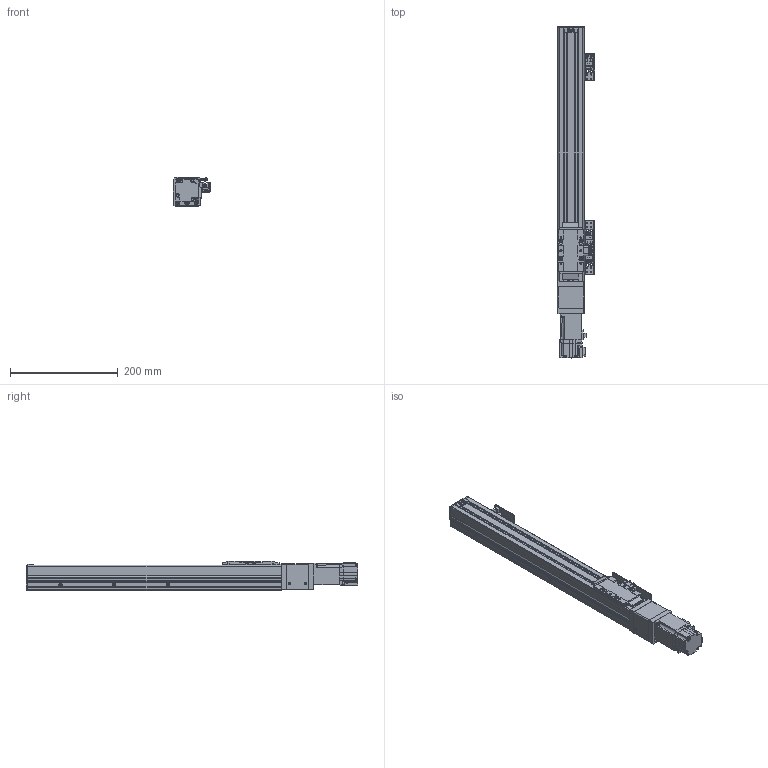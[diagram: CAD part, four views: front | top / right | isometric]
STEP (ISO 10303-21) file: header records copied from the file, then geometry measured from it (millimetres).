
FILE_DESCRIPTION(/* description */ (''),/* implementation_level */ '2;1');
FILE_NAME(/* name */ 'HC50-S10-N-0350-R10.stp',/* time_stamp */ '2024-11-28T20:12:30+09:00',/* author */ ('user'),/* organization */ (''),/* preprocessor_version */ 'ST-DEVELOPER v18.1',/* originating_system */ 'Autodesk Inventor 2022',/* authorisation */ '');
FILE_SCHEMA (('AUTOMOTIVE_DESIGN { 1 0 10303 214 3 1 1 }'));
Length unit declared in the file: millimetre
Products named in the file (25): HC50 ASS'Y-R1; HC50 BASE-R1; HC50 REAR BLOCK; HR45 FRONT BLOCK; 45- BEARING COVER; SENSOR DOG BRK; HC50 SENSOR DOG; ISO 4762 - M3 x 16; HC45 UPCOVER; HC75,90 SHEET PLATE; HC45, HC65 STOPPER; MAGNET(∅10X3); HC50 REAR COVER-R3; HC50 MOTOR PLATE02; HC50 MOTOR PLATE01; SDWA-22C; COUPLING COVER; hg-kr13_; SENSOR BRK(EE-SX674A); EE_SX674A; ESF1210 NUT; HC50SIDECOVER000; HC45 TABLE; HC75 TABLE COVER; HC45 TABLE SIDE COVER
Assembly tree (35 placements, depth 2):
  HC50 ASS'Y-R1
    HC50 BASE-R1
    HC50 REAR BLOCK
    HR45 FRONT BLOCK
    45- BEARING COVER
    SENSOR BRK(EE-SX674A)  x3
    EE_SX674A  x3
    SENSOR DOG BRK
    HC50 SENSOR DOG
    ISO 4762 - M3 x 16  x2
    HC45 UPCOVER
    HC75,90 SHEET PLATE  x2
    HC45, HC65 STOPPER  x2
    MAGNET(∅10X3)  x3
    HC50 REAR COVER-R3
    HC50 MOTOR PLATE02
    HC50 MOTOR PLATE01
    SDWA-22C
    COUPLING COVER
    hg-kr13_
    ESF1210 NUT
    HC50SIDECOVER000  x2
    HC45 TABLE SIDE COVER  x2
    HC45 TABLE
    HC75 TABLE COVER
Bounding box: 69 x 617.4 x 54 mm (x, y, z)
Volume: 630385.3 mm3; surface area: 393605.1 mm2
Topology: 37 solids, 45 shells, 1907 faces, 4987 edges, 3246 vertices
Faces by surface type: plane 1023, cylinder 633, cone 160, torus 74, bspline 17
Full cylindrical faces by diameter (mm): 2 x10, 2.05 x8, 2.459 x71, 2.5 x12, 2.6 x24, 2.7 x2, 2.8 x4, 3 x3, 3.242 x25, 3.4 x12, 3.5 x43, 4 x8, 4.5 x45, 4.9 x2, 5 x20, 5.15 x10, 5.5 x2, 5.6 x2, 5.9 x2, 6 x20, 6.5 x2, 8 x4, 9 x4, 10 x4, 10.5 x1, 10.7 x2, 12 x1, 15 x2, 17 x1, 18 x1
Entity records: 51846 total; most frequent: CARTESIAN_POINT 10745, DIRECTION 8593, ORIENTED_EDGE 8088, EDGE_CURVE 4044, AXIS2_PLACEMENT_3D 3094, VERTEX_POINT 2657, LINE 2405, VECTOR 2405
